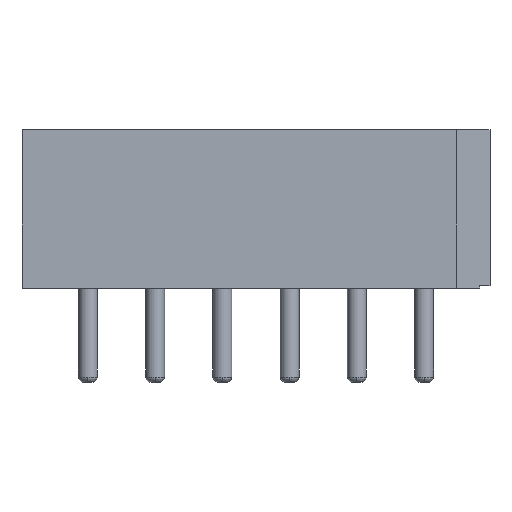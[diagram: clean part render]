
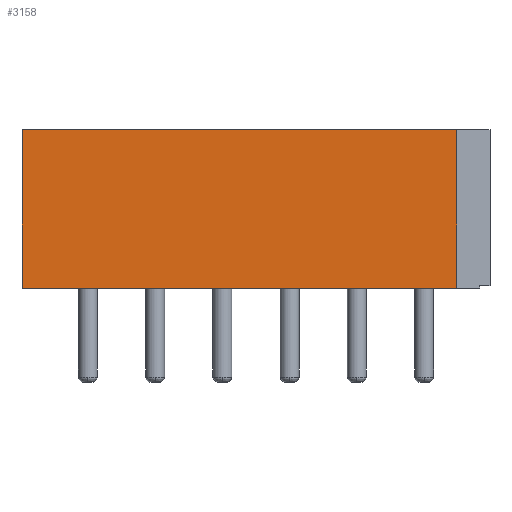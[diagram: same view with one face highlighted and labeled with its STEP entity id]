
A CAD part, front view. The second image highlights one B-rep face of the part: STEP entity #3158.
In plain terms, the highlighted planar face has unit normal (0, -1, 0).
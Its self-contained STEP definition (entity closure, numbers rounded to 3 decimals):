
#134 = VERTEX_POINT('',#135);
#135 = CARTESIAN_POINT('',(13.71,-1.8,0.));
#143 = EDGE_CURVE('',#144,#134,#146,.T.);
#144 = VERTEX_POINT('',#145);
#145 = CARTESIAN_POINT('',(-2.45,-1.8,0.));
#146 = LINE('',#147,#148);
#147 = CARTESIAN_POINT('',(-2.45,-1.8,
    0.));
#148 = VECTOR('',#149,1.);
#149 = DIRECTION('',(1.,0.,0.));
#330 = VERTEX_POINT('',#331);
#331 = CARTESIAN_POINT('',(13.71,-1.8,5.9));
#337 = EDGE_CURVE('',#134,#330,#338,.T.);
#338 = LINE('',#339,#340);
#339 = CARTESIAN_POINT('',(13.71,-1.8,
    0.));
#340 = VECTOR('',#341,1.);
#341 = DIRECTION('',(0.,0.,1.));
#2509 = VERTEX_POINT('',#2510);
#2510 = CARTESIAN_POINT('',(-2.45,-1.8,5.9));
#2516 = EDGE_CURVE('',#2509,#330,#2517,.T.);
#2517 = LINE('',#2518,#2519);
#2518 = CARTESIAN_POINT('',(-2.45,-1.8,5.9)
  );
#2519 = VECTOR('',#2520,1.);
#2520 = DIRECTION('',(1.,0.,0.));
#3158 = ADVANCED_FACE('',(#3159),#3170,.T.);
#3159 = FACE_BOUND('',#3160,.T.);
#3160 = EDGE_LOOP('',(#3161,#3162,#3163,#3169));
#3161 = ORIENTED_EDGE('',*,*,#337,.T.);
#3162 = ORIENTED_EDGE('',*,*,#2516,.F.);
#3163 = ORIENTED_EDGE('',*,*,#3164,.F.);
#3164 = EDGE_CURVE('',#144,#2509,#3165,.T.);
#3165 = LINE('',#3166,#3167);
#3166 = CARTESIAN_POINT('',(-2.45,-1.8,
    0.));
#3167 = VECTOR('',#3168,1.);
#3168 = DIRECTION('',(0.,0.,1.));
#3169 = ORIENTED_EDGE('',*,*,#143,.T.);
#3170 = PLANE('',#3171);
#3171 = AXIS2_PLACEMENT_3D('',#3172,#3173,#3174);
#3172 = CARTESIAN_POINT('',(-2.45,-1.8,0.));
#3173 = DIRECTION('',(0.,-1.,0.));
#3174 = DIRECTION('',(0.,0.,-1.));
